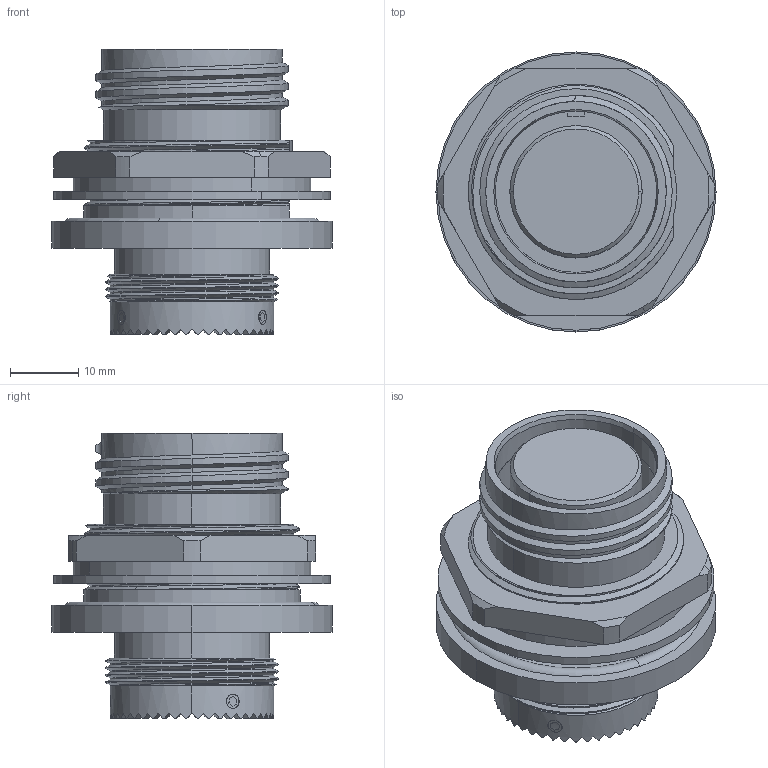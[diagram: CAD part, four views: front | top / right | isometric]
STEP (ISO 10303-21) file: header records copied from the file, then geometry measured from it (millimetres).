
FILE_DESCRIPTION (( 'STEP AP203' ), '1' );
FILE_NAME ('Size 17 Jam.STEP', '2019-03-29T17:59:04', ( '' ), ( '' ), 'SwSTEP 2.0', 'SolidWorks 2019', '' );
FILE_SCHEMA (( 'CONFIG_CONTROL_DESIGN' ));
Length unit declared in the file: inch
Products named in the file (1): Size 17 Jam
Bounding box: 41.15 x 41.15 x 41.91 mm (x, y, z)
Volume: 27617.6 mm3; surface area: 10587.5 mm2
Topology: 1 solids, 1 shells, 349 faces, 962 edges, 634 vertices
Faces by surface type: plane 230, cylinder 70, cone 33, bspline 14, torus 2
Entity records: 16035 total; most frequent: CARTESIAN_POINT 7803, ORIENTED_EDGE 1924, DIRECTION 1552, EDGE_CURVE 962, VERTEX_POINT 634, AXIS2_PLACEMENT_3D 585, VECTOR 382, LINE 382
